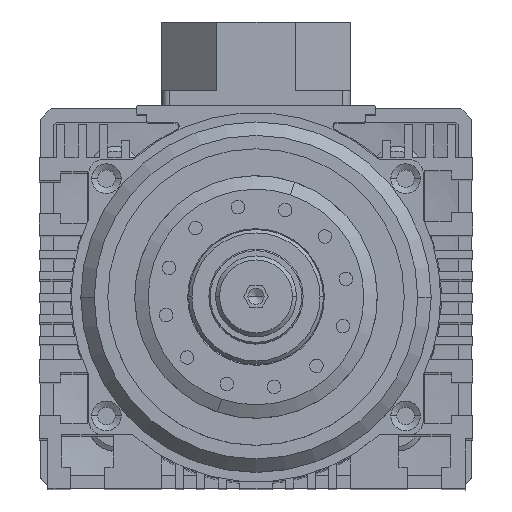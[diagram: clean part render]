
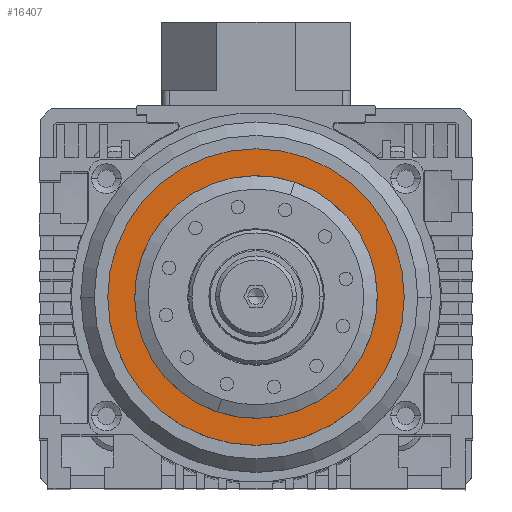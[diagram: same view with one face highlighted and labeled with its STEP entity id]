
A CAD part, top view. The second image highlights one B-rep face of the part: STEP entity #16407.
In plain terms, the highlighted face is planar.
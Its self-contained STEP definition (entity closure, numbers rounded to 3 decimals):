
#69 = CIRCLE ( 'NONE', #7754, 55. ) ;
#581 = VERTEX_POINT ( 'NONE', #11503 ) ;
#1232 = VERTEX_POINT ( 'NONE', #9205 ) ;
#1377 = CARTESIAN_POINT ( 'NONE',  ( 59.5, 0., 0. ) ) ;
#3367 = DIRECTION ( 'NONE',  ( -1., 0., 0. ) ) ;
#3771 = PLANE ( 'NONE',  #18389 ) ;
#3959 = DIRECTION ( 'NONE',  ( 0., 0., 1. ) ) ;
#4131 = CIRCLE ( 'NONE', #17946, 45. ) ;
#4226 = FACE_BOUND ( 'NONE', #18318, .T. ) ;
#4832 = DIRECTION ( 'NONE',  ( 0., 0., 1. ) ) ;
#5359 = CIRCLE ( 'NONE', #5956, 45. ) ;
#5431 = CARTESIAN_POINT ( 'NONE',  ( 59.5, 0., 0. ) ) ;
#5913 = DIRECTION ( 'NONE',  ( 0., 0., 1. ) ) ;
#5956 = AXIS2_PLACEMENT_3D ( 'NONE', #6258, #3367, #4832 ) ;
#5972 = CARTESIAN_POINT ( 'NONE',  ( 59.5, 0., 0. ) ) ;
#6066 = FACE_OUTER_BOUND ( 'NONE', #17104, .T. ) ;
#6258 = CARTESIAN_POINT ( 'NONE',  ( 59.5, 0., 0. ) ) ;
#6407 = EDGE_CURVE ( 'NONE', #18323, #1232, #8676, .T. ) ;
#7143 = ORIENTED_EDGE ( 'NONE', *, *, #6407, .F. ) ;
#7291 = DIRECTION ( 'NONE',  ( -1., 0., 0. ) ) ;
#7350 = CARTESIAN_POINT ( 'NONE',  ( 59.5, 0., 55. ) ) ;
#7754 = AXIS2_PLACEMENT_3D ( 'NONE', #1377, #7291, #8849 ) ;
#7915 = ORIENTED_EDGE ( 'NONE', *, *, #11119, .T. ) ;
#8676 = CIRCLE ( 'NONE', #13250, 55. ) ;
#8849 = DIRECTION ( 'NONE',  ( 0., 0., 1. ) ) ;
#8852 = EDGE_CURVE ( 'NONE', #1232, #18323, #69, .T. ) ;
#8998 = DIRECTION ( 'NONE',  ( -1., 0., 0. ) ) ;
#9205 = CARTESIAN_POINT ( 'NONE',  ( 59.5, 0., -55. ) ) ;
#11119 = EDGE_CURVE ( 'NONE', #12257, #581, #4131, .T. ) ;
#11503 = CARTESIAN_POINT ( 'NONE',  ( 59.5, 0., -45. ) ) ;
#12257 = VERTEX_POINT ( 'NONE', #14980 ) ;
#12301 = ORIENTED_EDGE ( 'NONE', *, *, #16809, .T. ) ;
#12494 = DIRECTION ( 'NONE',  ( -1., 0., 0. ) ) ;
#13123 = ORIENTED_EDGE ( 'NONE', *, *, #8852, .F. ) ;
#13250 = AXIS2_PLACEMENT_3D ( 'NONE', #5431, #17147, #3959 ) ;
#13987 = DIRECTION ( 'NONE',  ( 0., 0., 1. ) ) ;
#14980 = CARTESIAN_POINT ( 'NONE',  ( 59.5, 0., 45. ) ) ;
#15655 = CARTESIAN_POINT ( 'NONE',  ( 59.5, 55., 0. ) ) ;
#16407 = ADVANCED_FACE ( 'NONE', ( #6066, #4226 ), #3771, .F. ) ;
#16809 = EDGE_CURVE ( 'NONE', #581, #12257, #5359, .T. ) ;
#17104 = EDGE_LOOP ( 'NONE', ( #7143, #13123 ) ) ;
#17147 = DIRECTION ( 'NONE',  ( -1., 0., 0. ) ) ;
#17946 = AXIS2_PLACEMENT_3D ( 'NONE', #5972, #8998, #5913 ) ;
#18318 = EDGE_LOOP ( 'NONE', ( #7915, #12301 ) ) ;
#18323 = VERTEX_POINT ( 'NONE', #7350 ) ;
#18389 = AXIS2_PLACEMENT_3D ( 'NONE', #15655, #12494, #13987 ) ;
